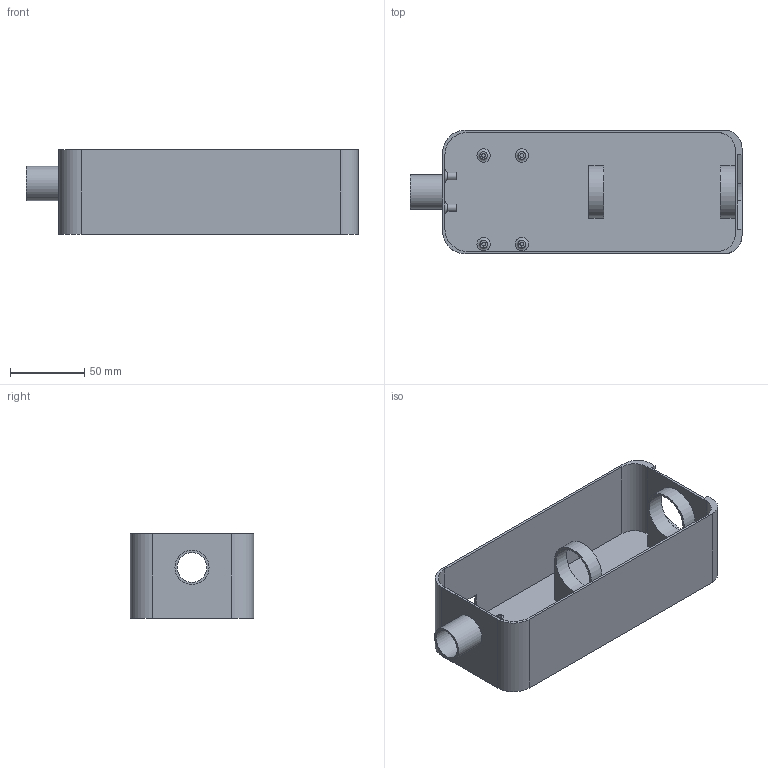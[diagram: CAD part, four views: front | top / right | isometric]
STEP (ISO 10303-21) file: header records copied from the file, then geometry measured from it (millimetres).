
FILE_DESCRIPTION(/* description */ (''),/* implementation_level */ '2;1');
FILE_NAME(/* name */ 'Body.step',/* time_stamp */ '2021-06-23T09:29:10+02:00',/* author */ (''),/* organization */ (''),/* preprocessor_version */ 'ST-DEVELOPER v18.1',/* originating_system */ 'Autodesk Translation Framework v10.9.0.1377',/* authorisation */ '');
FILE_SCHEMA (('AUTOMOTIVE_DESIGN { 1 0 10303 214 3 1 1 }'));
Length unit declared in the file: millimetre
Products named in the file (1): Gehaeuse_V3
Bounding box: 223 x 83 x 56.5 mm (x, y, z)
Volume: 96200 mm3; surface area: 99972.1 mm2
Topology: 1 solids, 1 shells, 73 faces, 164 edges, 108 vertices
Faces by surface type: plane 40, cylinder 27, torus 6
Full cylindrical faces by diameter (mm): 2.5 x6, 5 x6, 20 x1, 23 x1, 32 x2
Entity records: 2103 total; most frequent: DIRECTION 380, CARTESIAN_POINT 346, ORIENTED_EDGE 328, EDGE_CURVE 164, AXIS2_PLACEMENT_3D 142, VERTEX_POINT 108, EDGE_LOOP 96, LINE 96
